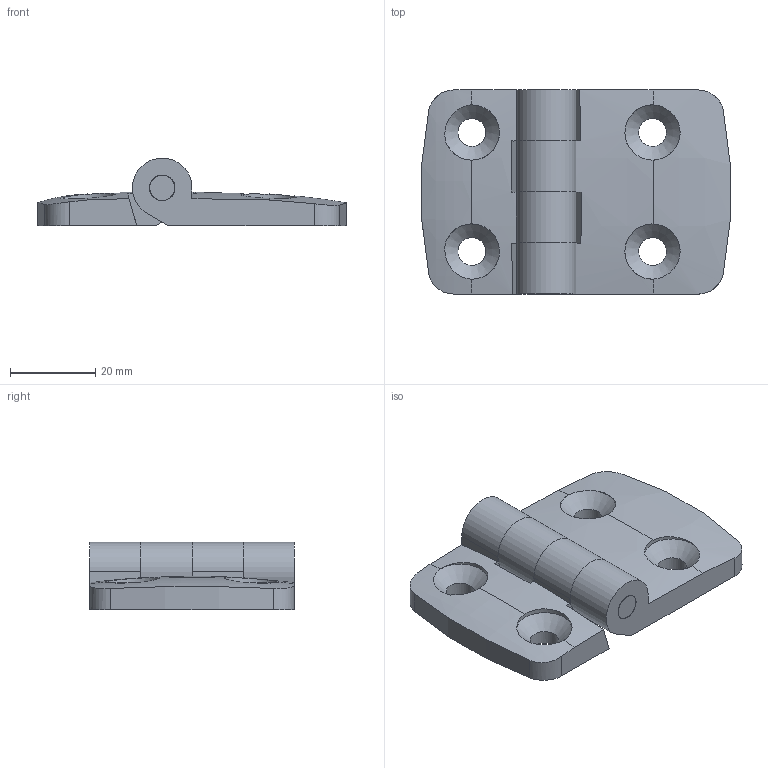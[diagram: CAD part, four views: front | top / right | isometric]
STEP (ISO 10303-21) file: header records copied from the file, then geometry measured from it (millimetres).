
FILE_DESCRIPTION( ( 'STEP AP203' ), '1' );
FILE_NAME( '095A3045FS20 (0).stp', '2021-11-24T09:05:41', ( 'License CC BY-ND 4.0' ), ( 'CADENAS' ), ' ', 'PARTsolutions', ' ' );
FILE_SCHEMA( ( 'CONFIG_CONTROL_DESIGN' ) );
Length unit declared in the file: millimetre
Products named in the file (4): 095A3045FS20 (0); _095A3045FS20_1; _095A3045FS20_pin; _095A3045FS20_2
Assembly tree (3 placements, depth 2):
  095A3045FS20 (0)
    _095A3045FS20_1
    _095A3045FS20_pin
    _095A3045FS20_2
Bounding box: 72.59 x 48 x 15.96 mm (x, y, z)
Volume: 24110.3 mm3; surface area: 12626.2 mm2
Topology: 3 solids, 3 shells, 148 faces, 427 edges, 283 vertices
Faces by surface type: plane 96, cylinder 43, cone 5, bspline 3, torus 1
Full cylindrical faces by diameter (mm): 5.9 x1, 6 x4, 6.6 x4
Entity records: 5365 total; most frequent: CARTESIAN_POINT 1358, ORIENTED_EDGE 816, DIRECTION 796, EDGE_CURVE 408, VERTEX_POINT 278, AXIS2_PLACEMENT_3D 277, LINE 242, VECTOR 242
